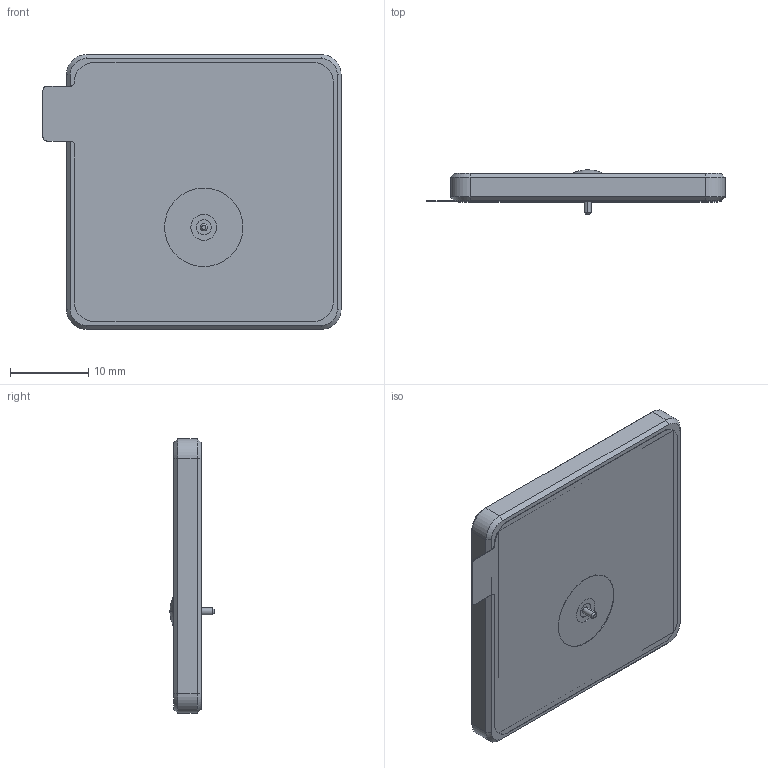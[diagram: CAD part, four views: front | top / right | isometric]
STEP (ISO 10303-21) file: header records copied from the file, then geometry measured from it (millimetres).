
FILE_DESCRIPTION (( 'STEP AP214' ), '1' );
FILE_NAME ('CGGP.35.3.A.02.STEP', '2017-11-14T09:36:21', ( '' ), ( '' ), 'SwSTEP 2.0', 'SolidWorks 2016', '' );
FILE_SCHEMA (( 'AUTOMOTIVE_DESIGN' ));
Length unit declared in the file: millimetre
Products named in the file (4): Double sided Adhesive; LOGO; 35x35 Patch; CGGP.35.3.A.02
Assembly tree (3 placements, depth 2):
  CGGP.35.3.A.02
    35x35 Patch
    LOGO
    Double sided Adhesive
Bounding box: 38 x 5.67 x 35 mm (x, y, z)
Volume: 4362.5 mm3; surface area: 5056.5 mm2
Topology: 10 solids, 10 shells, 458 faces, 1228 edges, 813 vertices
Faces by surface type: bspline 225, plane 190, cylinder 31, cone 10, sphere 2
Entity records: 20636 total; most frequent: CARTESIAN_POINT 10374, ORIENTED_EDGE 2456, DIRECTION 1332, EDGE_CURVE 1228, VERTEX_POINT 813, VECTOR 702, LINE 702, EDGE_LOOP 569
